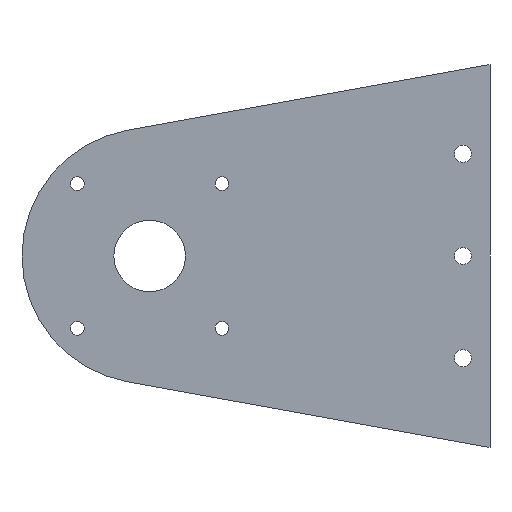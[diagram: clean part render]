
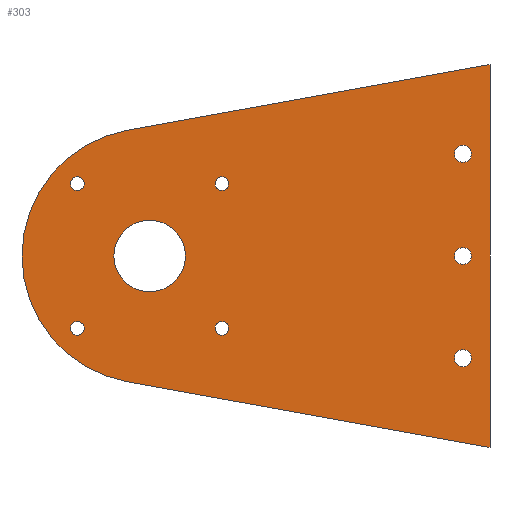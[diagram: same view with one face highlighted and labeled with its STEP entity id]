
A CAD part, left-side view. The second image highlights one B-rep face of the part: STEP entity #303.
In plain terms, the highlighted planar face has unit normal (-1, 0, 0).
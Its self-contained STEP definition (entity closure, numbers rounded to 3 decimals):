
#23=FACE_BOUND('',#72,.T.);
#24=FACE_BOUND('',#73,.T.);
#25=FACE_BOUND('',#74,.T.);
#26=FACE_BOUND('',#75,.T.);
#27=FACE_BOUND('',#76,.T.);
#28=FACE_BOUND('',#77,.T.);
#29=FACE_BOUND('',#78,.T.);
#30=FACE_BOUND('',#79,.T.);
#35=PLANE('',#358);
#49=FACE_OUTER_BOUND('',#71,.T.);
#71=EDGE_LOOP('',(#266,#267,#268,#269));
#72=EDGE_LOOP('',(#270,#271));
#73=EDGE_LOOP('',(#272,#273));
#74=EDGE_LOOP('',(#274,#275));
#75=EDGE_LOOP('',(#276));
#76=EDGE_LOOP('',(#277));
#77=EDGE_LOOP('',(#278));
#78=EDGE_LOOP('',(#279));
#79=EDGE_LOOP('',(#280));
#90=LINE('',#515,#108);
#93=LINE('',#521,#111);
#96=LINE('',#526,#114);
#108=VECTOR('',#433,10.);
#111=VECTOR('',#438,10.);
#114=VECTOR('',#443,10.);
#116=CIRCLE('',#325,5.);
#117=CIRCLE('',#326,5.);
#119=CIRCLE('',#329,5.);
#120=CIRCLE('',#330,5.);
#122=CIRCLE('',#333,5.);
#123=CIRCLE('',#334,5.);
#126=CIRCLE('',#338,21.);
#128=CIRCLE('',#341,4.);
#130=CIRCLE('',#344,4.);
#132=CIRCLE('',#347,4.);
#134=CIRCLE('',#350,4.);
#135=CIRCLE('',#352,75.);
#137=VERTEX_POINT('',#451);
#138=VERTEX_POINT('',#452);
#140=VERTEX_POINT('',#459);
#141=VERTEX_POINT('',#460);
#143=VERTEX_POINT('',#467);
#144=VERTEX_POINT('',#468);
#147=VERTEX_POINT('',#477);
#149=VERTEX_POINT('',#483);
#151=VERTEX_POINT('',#489);
#153=VERTEX_POINT('',#495);
#155=VERTEX_POINT('',#501);
#156=VERTEX_POINT('',#505);
#157=VERTEX_POINT('',#506);
#160=VERTEX_POINT('',#514);
#162=VERTEX_POINT('',#520);
#164=EDGE_CURVE('',#137,#138,#116,.T.);
#165=EDGE_CURVE('',#138,#137,#117,.T.);
#168=EDGE_CURVE('',#140,#141,#119,.T.);
#169=EDGE_CURVE('',#141,#140,#120,.T.);
#172=EDGE_CURVE('',#143,#144,#122,.T.);
#173=EDGE_CURVE('',#144,#143,#123,.T.);
#178=EDGE_CURVE('',#147,#147,#126,.T.);
#181=EDGE_CURVE('',#149,#149,#128,.T.);
#184=EDGE_CURVE('',#151,#151,#130,.T.);
#187=EDGE_CURVE('',#153,#153,#132,.T.);
#190=EDGE_CURVE('',#155,#155,#134,.T.);
#191=EDGE_CURVE('',#156,#157,#135,.T.);
#195=EDGE_CURVE('',#160,#156,#90,.T.);
#198=EDGE_CURVE('',#162,#160,#93,.T.);
#201=EDGE_CURVE('',#157,#162,#96,.T.);
#266=ORIENTED_EDGE('',*,*,#201,.F.);
#267=ORIENTED_EDGE('',*,*,#191,.F.);
#268=ORIENTED_EDGE('',*,*,#195,.F.);
#269=ORIENTED_EDGE('',*,*,#198,.F.);
#270=ORIENTED_EDGE('',*,*,#164,.T.);
#271=ORIENTED_EDGE('',*,*,#165,.T.);
#272=ORIENTED_EDGE('',*,*,#168,.T.);
#273=ORIENTED_EDGE('',*,*,#169,.T.);
#274=ORIENTED_EDGE('',*,*,#172,.T.);
#275=ORIENTED_EDGE('',*,*,#173,.T.);
#276=ORIENTED_EDGE('',*,*,#190,.F.);
#277=ORIENTED_EDGE('',*,*,#187,.F.);
#278=ORIENTED_EDGE('',*,*,#184,.F.);
#279=ORIENTED_EDGE('',*,*,#181,.F.);
#280=ORIENTED_EDGE('',*,*,#178,.F.);
#303=ADVANCED_FACE('',(#49,#23,#24,#25,#26,#27,#28,#29,#30),#35,.F.);
#325=AXIS2_PLACEMENT_3D('',#453,#363,#364);
#326=AXIS2_PLACEMENT_3D('',#454,#365,#366);
#329=AXIS2_PLACEMENT_3D('',#461,#372,#373);
#330=AXIS2_PLACEMENT_3D('',#462,#374,#375);
#333=AXIS2_PLACEMENT_3D('',#469,#381,#382);
#334=AXIS2_PLACEMENT_3D('',#470,#383,#384);
#338=AXIS2_PLACEMENT_3D('',#479,#393,#394);
#341=AXIS2_PLACEMENT_3D('',#485,#400,#401);
#344=AXIS2_PLACEMENT_3D('',#491,#407,#408);
#347=AXIS2_PLACEMENT_3D('',#497,#414,#415);
#350=AXIS2_PLACEMENT_3D('',#503,#421,#422);
#352=AXIS2_PLACEMENT_3D('',#507,#425,#426);
#358=AXIS2_PLACEMENT_3D('',#529,#447,#448);
#363=DIRECTION('center_axis',(1.,0.,0.));
#364=DIRECTION('ref_axis',(0.,0.,1.));
#365=DIRECTION('center_axis',(1.,0.,0.));
#366=DIRECTION('ref_axis',(0.,0.,1.));
#372=DIRECTION('center_axis',(1.,0.,0.));
#373=DIRECTION('ref_axis',(0.,0.,1.));
#374=DIRECTION('center_axis',(1.,0.,0.));
#375=DIRECTION('ref_axis',(0.,0.,1.));
#381=DIRECTION('center_axis',(1.,0.,0.));
#382=DIRECTION('ref_axis',(0.,0.,1.));
#383=DIRECTION('center_axis',(1.,0.,0.));
#384=DIRECTION('ref_axis',(0.,0.,1.));
#393=DIRECTION('center_axis',(-1.,0.,0.));
#394=DIRECTION('ref_axis',(0.,-1.,0.));
#400=DIRECTION('center_axis',(-1.,0.,0.));
#401=DIRECTION('ref_axis',(0.,-1.,0.));
#407=DIRECTION('center_axis',(-1.,0.,0.));
#408=DIRECTION('ref_axis',(0.,-1.,0.));
#414=DIRECTION('center_axis',(-1.,0.,0.));
#415=DIRECTION('ref_axis',(0.,-1.,0.));
#421=DIRECTION('center_axis',(-1.,0.,0.));
#422=DIRECTION('ref_axis',(0.,-1.,0.));
#425=DIRECTION('center_axis',(1.,0.,0.));
#426=DIRECTION('ref_axis',(0.,1.,0.));
#433=DIRECTION('',(0.,0.984,0.178));
#438=DIRECTION('',(0.,0.,-1.));
#443=DIRECTION('',(0.,-0.984,0.178));
#447=DIRECTION('center_axis',(1.,0.,0.));
#448=DIRECTION('ref_axis',(0.,0.,-1.));
#451=CARTESIAN_POINT('',(0.,-184.125,65.));
#452=CARTESIAN_POINT('',(0.,-184.125,55.));
#453=CARTESIAN_POINT('Origin',(0.,-184.125,60.));
#454=CARTESIAN_POINT('Origin',(0.,-184.125,60.));
#459=CARTESIAN_POINT('',(0.,-184.125,-55.));
#460=CARTESIAN_POINT('',(0.,-184.125,-65.));
#461=CARTESIAN_POINT('Origin',(0.,-184.125,-60.));
#462=CARTESIAN_POINT('Origin',(0.,-184.125,-60.));
#467=CARTESIAN_POINT('',(0.,-184.125,5.));
#468=CARTESIAN_POINT('',(0.,-184.125,-5.));
#469=CARTESIAN_POINT('Origin',(0.,-184.125,0.));
#470=CARTESIAN_POINT('Origin',(0.,-184.125,0.));
#477=CARTESIAN_POINT('',(0.,21.,0.));
#479=CARTESIAN_POINT('Origin',(0.,0.,0.));
#483=CARTESIAN_POINT('',(0.,46.5,42.5));
#485=CARTESIAN_POINT('Origin',(0.,42.5,42.5));
#489=CARTESIAN_POINT('',(0.,46.5,-42.5));
#491=CARTESIAN_POINT('Origin',(0.,42.5,-42.5));
#495=CARTESIAN_POINT('',(0.,-38.5,42.5));
#497=CARTESIAN_POINT('Origin',(0.,-42.5,42.5));
#501=CARTESIAN_POINT('',(0.,-38.5,-42.5));
#503=CARTESIAN_POINT('Origin',(0.,-42.5,-42.5));
#505=CARTESIAN_POINT('',(0.,13.385,-73.796));
#506=CARTESIAN_POINT('',(0.,13.385,73.796));
#507=CARTESIAN_POINT('Origin',(0.,0.,0.));
#514=CARTESIAN_POINT('',(0.,-200.,-112.5));
#515=CARTESIAN_POINT('',(0.,-200.,-112.5));
#520=CARTESIAN_POINT('',(0.,-200.,112.5));
#521=CARTESIAN_POINT('',(0.,-200.,112.5));
#526=CARTESIAN_POINT('',(0.,13.385,73.796));
#529=CARTESIAN_POINT('Origin',(0.,-62.5,0.));
